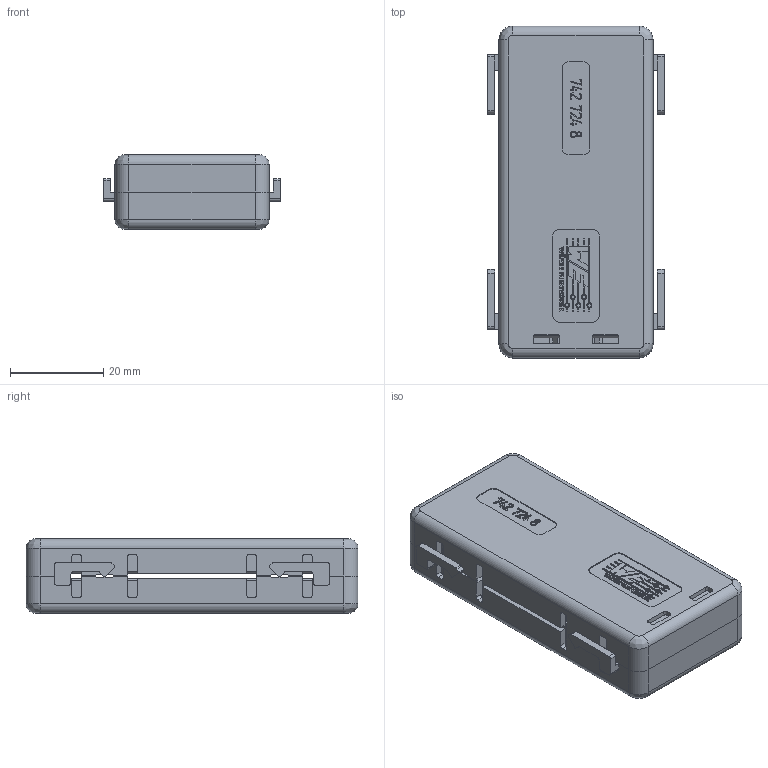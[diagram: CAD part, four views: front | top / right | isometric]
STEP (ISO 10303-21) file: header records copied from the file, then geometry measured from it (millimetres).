
FILE_DESCRIPTION( ( 'Unknown' ), '1' );
FILE_NAME( '7427248.stp', 'Unknown', ( 'Unknown' ), ( 'Unknown' ), 'PSStep 17.0.49', 'Unknown', ' ' );
FILE_SCHEMA( ( 'AUTOMOTIVE_DESIGN { 1 0 10303 214 1 1 1 1 }' ) );
Length unit declared in the file: millimetre
Products named in the file (4): Assem1; Gehäuse_1; Ferrit; Gehäuse_2
Assembly tree (4 placements, depth 2):
  Assem1
    Gehäuse_1
    Ferrit  x2
    Gehäuse_2
Bounding box: 38 x 71.3 x 16 mm (x, y, z)
Volume: 28949.1 mm3; surface area: 25210.5 mm2
Topology: 4 solids, 4 shells, 989 faces, 2750 edges, 1818 vertices
Faces by surface type: plane 774, cylinder 124, extrusion 75, bspline 8, sphere 4, torus 4
Full cylindrical faces by diameter (mm): 1.4 x4
Entity records: 39458 total; most frequent: CARTESIAN_POINT 7438, ORIENTED_EDGE 5322, DIRECTION 4439, EDGE_CURVE 2661, VECTOR 2129, LINE 2054, VERTEX_POINT 1776, AXIS2_PLACEMENT_3D 1155
